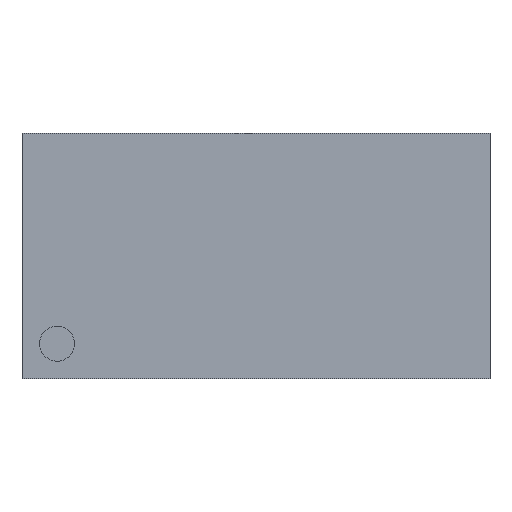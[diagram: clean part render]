
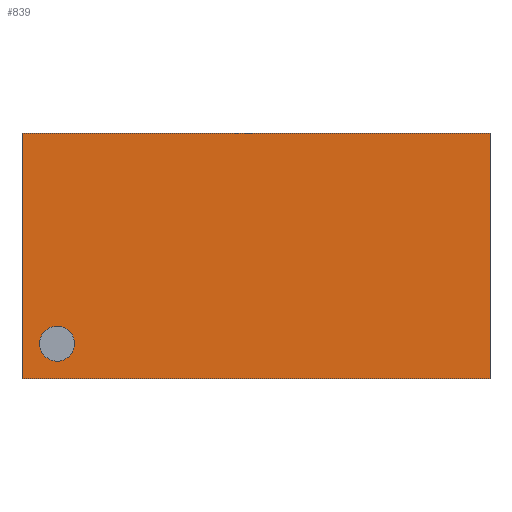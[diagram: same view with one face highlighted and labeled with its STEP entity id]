
A CAD part, top view. The second image highlights one B-rep face of the part: STEP entity #839.
In plain terms, the highlighted planar face has unit normal (0, 0, 1).
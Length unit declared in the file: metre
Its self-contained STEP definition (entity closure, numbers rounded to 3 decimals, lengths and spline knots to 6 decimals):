
#12=CIRCLE('',#1007,0.000075);
#96=ORIENTED_EDGE('',*,*,#288,.F.);
#97=ORIENTED_EDGE('',*,*,#278,.F.);
#98=ORIENTED_EDGE('',*,*,#282,.T.);
#99=ORIENTED_EDGE('',*,*,#285,.T.);
#100=ORIENTED_EDGE('',*,*,#287,.F.);
#278=EDGE_CURVE('',#380,#381,#462,.T.);
#282=EDGE_CURVE('',#380,#383,#466,.T.);
#285=EDGE_CURVE('',#383,#385,#469,.T.);
#287=EDGE_CURVE('',#381,#385,#471,.T.);
#288=EDGE_CURVE('',#386,#386,#12,.T.);
#380=VERTEX_POINT('',#1356);
#381=VERTEX_POINT('',#1358);
#383=VERTEX_POINT('',#1364);
#385=VERTEX_POINT('',#1370);
#386=VERTEX_POINT('',#1377);
#462=LINE('',#1357,#570);
#466=LINE('',#1365,#574);
#469=LINE('',#1371,#577);
#471=LINE('',#1374,#579);
#570=VECTOR('',#1112,1.);
#574=VECTOR('',#1118,1.);
#577=VECTOR('',#1123,1.);
#579=VECTOR('',#1127,1.);
#668=EDGE_LOOP('',(#96));
#669=EDGE_LOOP('',(#97,#98,#99,#100));
#726=FACE_BOUND('',#668,.T.);
#727=FACE_BOUND('',#669,.T.);
#784=PLANE('',#1006);
#839=ADVANCED_FACE('',(#726,#727),#784,.T.);
#1006=AXIS2_PLACEMENT_3D('',#1375,#1128,#1129);
#1007=AXIS2_PLACEMENT_3D('',#1376,#1130,#1131);
#1112=DIRECTION('',(1.,0.,0.));
#1118=DIRECTION('',(0.,-1.,0.));
#1123=DIRECTION('',(1.,0.,0.));
#1127=DIRECTION('',(0.,-1.,0.));
#1128=DIRECTION('',(0.,0.,1.));
#1129=DIRECTION('',(1.,0.,0.));
#1130=DIRECTION('',(0.,0.,1.));
#1131=DIRECTION('',(1.,0.,0.));
#1356=CARTESIAN_POINT('',(-0.001,0.000525,0.0005));
#1357=CARTESIAN_POINT('',(0.,0.000525,0.0005));
#1358=CARTESIAN_POINT('',(0.001,0.000525,0.0005));
#1364=CARTESIAN_POINT('',(-0.001,-0.000525,0.0005));
#1365=CARTESIAN_POINT('',(-0.001,0.,0.0005));
#1370=CARTESIAN_POINT('',(0.001,-0.000525,0.0005));
#1371=CARTESIAN_POINT('',(0.,-0.000525,0.0005));
#1374=CARTESIAN_POINT('',(0.001,0.,0.0005));
#1375=CARTESIAN_POINT('',(0.,0.,0.0005));
#1376=CARTESIAN_POINT('',(-0.00085,-0.000375,0.0005));
#1377=CARTESIAN_POINT('',(-0.000775,-0.000375,0.0005));
